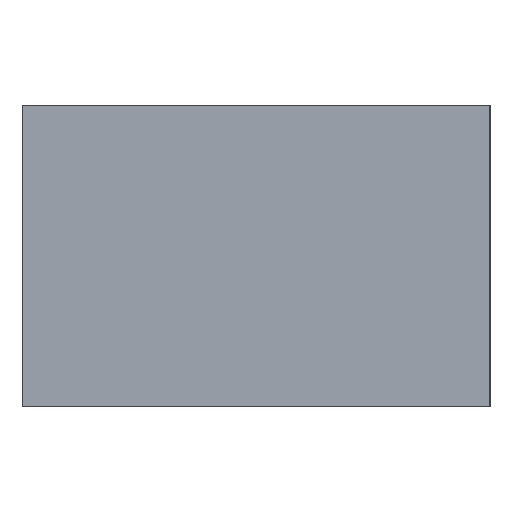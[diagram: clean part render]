
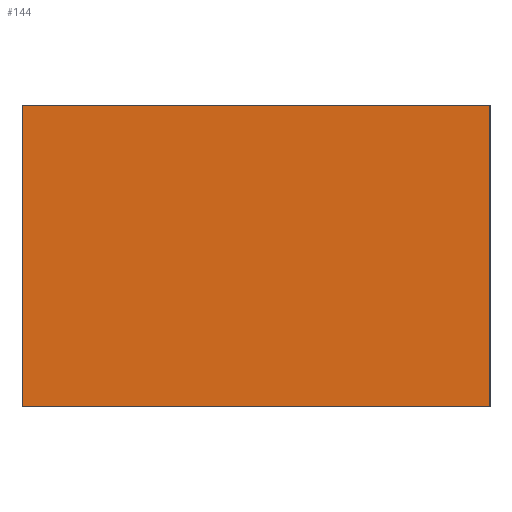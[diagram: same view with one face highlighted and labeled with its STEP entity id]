
A CAD part, left-side view. The second image highlights one B-rep face of the part: STEP entity #144.
In plain terms, the highlighted planar face has unit normal (-1, 0, 0).
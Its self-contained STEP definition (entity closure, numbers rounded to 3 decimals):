
#50 = EDGE_LOOP ( 'NONE', ( #109, #1761, #425, #633 ) ) ;
#98 = EDGE_CURVE ( 'NONE', #907, #1361, #289, .T. ) ;
#109 = ORIENTED_EDGE ( 'NONE', *, *, #98, .T. ) ;
#136 = PLANE ( 'NONE',  #822 ) ;
#144 = ADVANCED_FACE ( 'NONE', ( #503 ), #136, .T. ) ;
#215 = EDGE_CURVE ( 'NONE', #2110, #2103, #385, .T. ) ;
#289 = LINE ( 'NONE', #735, #309 ) ;
#309 = VECTOR ( 'NONE', #488, 1000. ) ;
#327 = CARTESIAN_POINT ( 'NONE',  ( -190., -37.5, -24.15 ) ) ;
#385 = LINE ( 'NONE', #407, #2313 ) ;
#407 = CARTESIAN_POINT ( 'NONE',  ( -190., 37.5, -24.15 ) ) ;
#425 = ORIENTED_EDGE ( 'NONE', *, *, #215, .F. ) ;
#435 = LINE ( 'NONE', #1229, #549 ) ;
#488 = DIRECTION ( 'NONE',  ( 0., 0., 1. ) ) ;
#503 = FACE_OUTER_BOUND ( 'NONE', #50, .T. ) ;
#543 = DIRECTION ( 'NONE',  ( 0., 0., 1. ) ) ;
#549 = VECTOR ( 'NONE', #2258, 1000. ) ;
#581 = EDGE_CURVE ( 'NONE', #2110, #907, #1017, .T. ) ;
#633 = ORIENTED_EDGE ( 'NONE', *, *, #581, .T. ) ;
#641 = DIRECTION ( 'NONE',  ( 0., -1., 0. ) ) ;
#682 = DIRECTION ( 'NONE',  ( -1., 0., 0. ) ) ;
#735 = CARTESIAN_POINT ( 'NONE',  ( -190., -37.5, -24.15 ) ) ;
#779 = CARTESIAN_POINT ( 'NONE',  ( -190., -37.5, 24.15 ) ) ;
#822 = AXIS2_PLACEMENT_3D ( 'NONE', #2119, #682, #543 ) ;
#907 = VERTEX_POINT ( 'NONE', #327 ) ;
#948 = DIRECTION ( 'NONE',  ( 0., 0., 1. ) ) ;
#1017 = LINE ( 'NONE', #2002, #1248 ) ;
#1229 = CARTESIAN_POINT ( 'NONE',  ( -190., 37.5, 24.15 ) ) ;
#1248 = VECTOR ( 'NONE', #641, 1000. ) ;
#1361 = VERTEX_POINT ( 'NONE', #779 ) ;
#1586 = CARTESIAN_POINT ( 'NONE',  ( -190., 37.5, -24.15 ) ) ;
#1761 = ORIENTED_EDGE ( 'NONE', *, *, #1846, .F. ) ;
#1846 = EDGE_CURVE ( 'NONE', #2103, #1361, #435, .T. ) ;
#2002 = CARTESIAN_POINT ( 'NONE',  ( -190., 37.5, -24.15 ) ) ;
#2103 = VERTEX_POINT ( 'NONE', #2586 ) ;
#2110 = VERTEX_POINT ( 'NONE', #1586 ) ;
#2119 = CARTESIAN_POINT ( 'NONE',  ( -190., 37.5, -24.15 ) ) ;
#2258 = DIRECTION ( 'NONE',  ( 0., -1., 0. ) ) ;
#2313 = VECTOR ( 'NONE', #948, 1000. ) ;
#2586 = CARTESIAN_POINT ( 'NONE',  ( -190., 37.5, 24.15 ) ) ;
